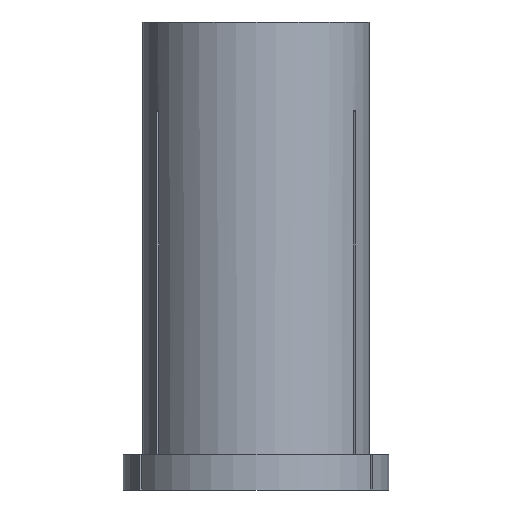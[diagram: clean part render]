
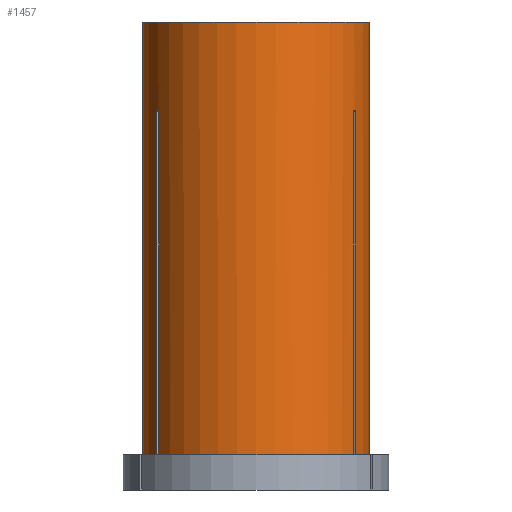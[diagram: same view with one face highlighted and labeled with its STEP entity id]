
A CAD part, front view. The second image highlights one B-rep face of the part: STEP entity #1457.
In plain terms, the highlighted cylindrical face has radius 16 mm (diameter 32 mm), a partial arc.
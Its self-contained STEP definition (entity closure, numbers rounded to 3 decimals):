
#26 = VERTEX_POINT ( 'NONE', #1151 ) ;
#47 = ORIENTED_EDGE ( 'NONE', *, *, #1556, .F. ) ;
#75 = CARTESIAN_POINT ( 'NONE',  ( -13.704, -8.258, -12.502 ) ) ;
#92 = LINE ( 'NONE', #1033, #1004 ) ;
#112 = DIRECTION ( 'NONE',  ( 0., 0., 1. ) ) ;
#113 = DIRECTION ( 'NONE',  ( 0., 0., 1. ) ) ;
#122 = CYLINDRICAL_SURFACE ( 'NONE', #367, 16. ) ;
#123 = DIRECTION ( 'NONE',  ( 0., 0., 1. ) ) ;
#136 = VERTEX_POINT ( 'NONE', #436 ) ;
#153 = FACE_OUTER_BOUND ( 'NONE', #880, .T. ) ;
#159 = EDGE_CURVE ( 'NONE', #26, #634, #239, .T. ) ;
#239 = CIRCLE ( 'NONE', #644, 16. ) ;
#246 = CARTESIAN_POINT ( 'NONE',  ( 13.704, -8.258, 0. ) ) ;
#255 = CARTESIAN_POINT ( 'NONE',  ( 14.004, -7.739, -12.502 ) ) ;
#289 = DIRECTION ( 'NONE',  ( 0., 0., 1. ) ) ;
#290 = CARTESIAN_POINT ( 'NONE',  ( 0., 0., -61. ) ) ;
#365 = CIRCLE ( 'NONE', #426, 16. ) ;
#367 = AXIS2_PLACEMENT_3D ( 'NONE', #865, #734, #613 ) ;
#400 = ORIENTED_EDGE ( 'NONE', *, *, #609, .F. ) ;
#413 = CARTESIAN_POINT ( 'NONE',  ( 13.704, -8.258, -12.502 ) ) ;
#426 = AXIS2_PLACEMENT_3D ( 'NONE', #697, #569, #453 ) ;
#431 = AXIS2_PLACEMENT_3D ( 'NONE', #1496, #846, #719 ) ;
#436 = CARTESIAN_POINT ( 'NONE',  ( -14.004, -7.739, -61. ) ) ;
#453 = DIRECTION ( 'NONE',  ( 1., 0., 0. ) ) ;
#473 = DIRECTION ( 'NONE',  ( 1., 0., 0. ) ) ;
#491 = EDGE_CURVE ( 'NONE', #1524, #946, #365, .T. ) ;
#501 = VERTEX_POINT ( 'NONE', #1084 ) ;
#520 = LINE ( 'NONE', #246, #1425 ) ;
#534 = ORIENTED_EDGE ( 'NONE', *, *, #491, .F. ) ;
#569 = DIRECTION ( 'NONE',  ( 0., 0., 1. ) ) ;
#574 = CARTESIAN_POINT ( 'NONE',  ( -13.907, -7.914, -12.499 ) ) ;
#575 = B_SPLINE_CURVE_WITH_KNOTS ( 'NONE', 3,
 ( #699, #574, #858, #731 ),
 .UNSPECIFIED., .F., .F.,
 ( 4, 4 ),
 ( 0., 0.001 ),
 .UNSPECIFIED. ) ;
#597 = VERTEX_POINT ( 'NONE', #1633 ) ;
#598 = CARTESIAN_POINT ( 'NONE',  ( -14.004, -7.739, 0. ) ) ;
#609 = EDGE_CURVE ( 'NONE', #1601, #1524, #785, .T. ) ;
#613 = DIRECTION ( 'NONE',  ( 1., 0., 0. ) ) ;
#623 = CARTESIAN_POINT ( 'NONE',  ( 13.807, -8.087, -12.499 ) ) ;
#627 = CARTESIAN_POINT ( 'NONE',  ( -13.704, -8.258, 0. ) ) ;
#632 = CARTESIAN_POINT ( 'NONE',  ( 14.004, -7.739, 0. ) ) ;
#634 = VERTEX_POINT ( 'NONE', #1120 ) ;
#641 = VECTOR ( 'NONE', #1400, 1000. ) ;
#644 = AXIS2_PLACEMENT_3D ( 'NONE', #290, #1184, #1116 ) ;
#655 = EDGE_CURVE ( 'NONE', #597, #946, #92, .T. ) ;
#675 = CIRCLE ( 'NONE', #431, 16. ) ;
#691 = ORIENTED_EDGE ( 'NONE', *, *, #1505, .T. ) ;
#697 = CARTESIAN_POINT ( 'NONE',  ( 0., 0., 0. ) ) ;
#699 = CARTESIAN_POINT ( 'NONE',  ( -14.004, -7.739, -12.502 ) ) ;
#713 = CARTESIAN_POINT ( 'NONE',  ( 16., 0., 0. ) ) ;
#719 = DIRECTION ( 'NONE',  ( 1., 0., 0. ) ) ;
#731 = CARTESIAN_POINT ( 'NONE',  ( -13.704, -8.258, -12.502 ) ) ;
#734 = DIRECTION ( 'NONE',  ( 0., 0., 1. ) ) ;
#753 = VERTEX_POINT ( 'NONE', #413 ) ;
#785 = LINE ( 'NONE', #1008, #1396 ) ;
#807 = VERTEX_POINT ( 'NONE', #1281 ) ;
#846 = DIRECTION ( 'NONE',  ( 0., 0., 1. ) ) ;
#853 = ORIENTED_EDGE ( 'NONE', *, *, #1003, .T. ) ;
#858 = CARTESIAN_POINT ( 'NONE',  ( -13.807, -8.087, -12.499 ) ) ;
#864 = VECTOR ( 'NONE', #112, 1000. ) ;
#865 = CARTESIAN_POINT ( 'NONE',  ( 0., 0., 0. ) ) ;
#872 = VERTEX_POINT ( 'NONE', #1065 ) ;
#876 = CARTESIAN_POINT ( 'NONE',  ( -16., 0., 0. ) ) ;
#880 = EDGE_LOOP ( 'NONE', ( #400, #853, #1036, #1404, #47, #886, #1096, #691, #1476, #954, #1523, #534 ) ) ;
#886 = ORIENTED_EDGE ( 'NONE', *, *, #159, .T. ) ;
#933 = CARTESIAN_POINT ( 'NONE',  ( -16., 0., -61. ) ) ;
#946 = VERTEX_POINT ( 'NONE', #713 ) ;
#954 = ORIENTED_EDGE ( 'NONE', *, *, #1555, .T. ) ;
#977 = LINE ( 'NONE', #627, #641 ) ;
#982 = CARTESIAN_POINT ( 'NONE',  ( 0., 0., -61. ) ) ;
#999 = EDGE_CURVE ( 'NONE', #136, #872, #1247, .T. ) ;
#1001 = CARTESIAN_POINT ( 'NONE',  ( 13.907, -7.914, -12.499 ) ) ;
#1003 = EDGE_CURVE ( 'NONE', #1601, #136, #1199, .T. ) ;
#1004 = VECTOR ( 'NONE', #1362, 1000. ) ;
#1007 = AXIS2_PLACEMENT_3D ( 'NONE', #982, #113, #473 ) ;
#1008 = CARTESIAN_POINT ( 'NONE',  ( -16., 0., 0. ) ) ;
#1024 = EDGE_CURVE ( 'NONE', #807, #501, #1593, .T. ) ;
#1033 = CARTESIAN_POINT ( 'NONE',  ( 16., 0., 0. ) ) ;
#1036 = ORIENTED_EDGE ( 'NONE', *, *, #999, .T. ) ;
#1065 = CARTESIAN_POINT ( 'NONE',  ( -14.004, -7.739, -12.502 ) ) ;
#1084 = CARTESIAN_POINT ( 'NONE',  ( 14.004, -7.739, -12.502 ) ) ;
#1091 = EDGE_CURVE ( 'NONE', #872, #1343, #575, .T. ) ;
#1096 = ORIENTED_EDGE ( 'NONE', *, *, #1468, .T. ) ;
#1116 = DIRECTION ( 'NONE',  ( 1., 0., 0. ) ) ;
#1120 = CARTESIAN_POINT ( 'NONE',  ( 13.704, -8.258, -61. ) ) ;
#1151 = CARTESIAN_POINT ( 'NONE',  ( -13.704, -8.258, -61. ) ) ;
#1163 = VECTOR ( 'NONE', #1314, 1000. ) ;
#1184 = DIRECTION ( 'NONE',  ( 0., 0., 1. ) ) ;
#1199 = CIRCLE ( 'NONE', #1007, 16. ) ;
#1247 = LINE ( 'NONE', #598, #864 ) ;
#1281 = CARTESIAN_POINT ( 'NONE',  ( 14.004, -7.739, -61. ) ) ;
#1314 = DIRECTION ( 'NONE',  ( 0., 0., 1. ) ) ;
#1339 = B_SPLINE_CURVE_WITH_KNOTS ( 'NONE', 3,
 ( #1521, #623, #1001, #255 ),
 .UNSPECIFIED., .F., .F.,
 ( 4, 4 ),
 ( 0., 0.001 ),
 .UNSPECIFIED. ) ;
#1343 = VERTEX_POINT ( 'NONE', #75 ) ;
#1362 = DIRECTION ( 'NONE',  ( 0., 0., 1. ) ) ;
#1396 = VECTOR ( 'NONE', #289, 1000. ) ;
#1400 = DIRECTION ( 'NONE',  ( 0., 0., 1. ) ) ;
#1404 = ORIENTED_EDGE ( 'NONE', *, *, #1091, .T. ) ;
#1425 = VECTOR ( 'NONE', #123, 1000. ) ;
#1457 = ADVANCED_FACE ( 'NONE', ( #153 ), #122, .T. ) ;
#1468 = EDGE_CURVE ( 'NONE', #634, #753, #520, .T. ) ;
#1476 = ORIENTED_EDGE ( 'NONE', *, *, #1024, .F. ) ;
#1496 = CARTESIAN_POINT ( 'NONE',  ( 0., 0., -61. ) ) ;
#1505 = EDGE_CURVE ( 'NONE', #753, #501, #1339, .T. ) ;
#1521 = CARTESIAN_POINT ( 'NONE',  ( 13.704, -8.258, -12.502 ) ) ;
#1523 = ORIENTED_EDGE ( 'NONE', *, *, #655, .T. ) ;
#1524 = VERTEX_POINT ( 'NONE', #876 ) ;
#1555 = EDGE_CURVE ( 'NONE', #807, #597, #675, .T. ) ;
#1556 = EDGE_CURVE ( 'NONE', #26, #1343, #977, .T. ) ;
#1593 = LINE ( 'NONE', #632, #1163 ) ;
#1601 = VERTEX_POINT ( 'NONE', #933 ) ;
#1633 = CARTESIAN_POINT ( 'NONE',  ( 16., 0., -61. ) ) ;
